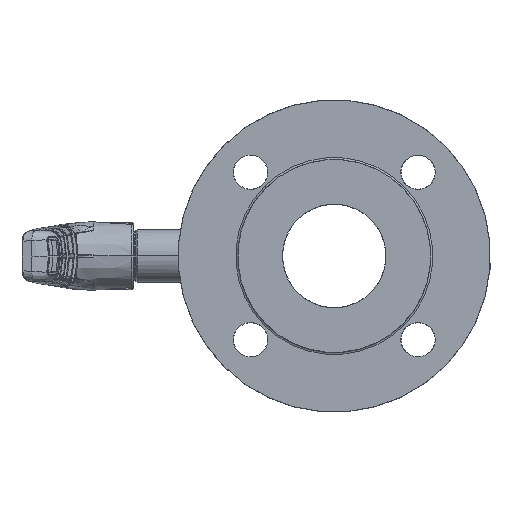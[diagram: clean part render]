
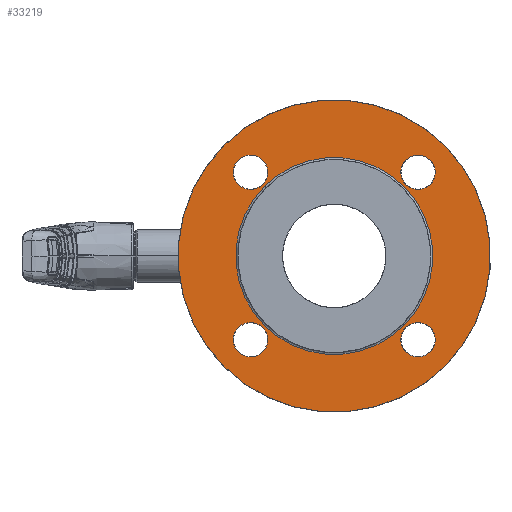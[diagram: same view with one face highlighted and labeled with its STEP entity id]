
A CAD part, left-side view. The second image highlights one B-rep face of the part: STEP entity #33219.
In plain terms, the highlighted planar face has unit normal (-1, 0, 0).
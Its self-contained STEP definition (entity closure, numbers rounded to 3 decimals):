
#1430 = VERTEX_POINT ( 'NONE', #54100 ) ;
#1455 = CIRCLE ( 'NONE', #50393, 9.1 ) ;
#1584 = VERTEX_POINT ( 'NONE', #44809 ) ;
#1707 = EDGE_LOOP ( 'NONE', ( #23050, #30105 ) ) ;
#2477 = AXIS2_PLACEMENT_3D ( 'NONE', #44335, #43572, #52539 ) ;
#4161 = DIRECTION ( 'NONE',  ( -1., 0., 0. ) ) ;
#4675 = VERTEX_POINT ( 'NONE', #17191 ) ;
#5252 = AXIS2_PLACEMENT_3D ( 'NONE', #47295, #55675, #20363 ) ;
#5256 = DIRECTION ( 'NONE',  ( 0., -0.707, -0.707 ) ) ;
#5380 = VERTEX_POINT ( 'NONE', #37692 ) ;
#5636 = CIRCLE ( 'NONE', #12074, 82.4 ) ;
#6536 = DIRECTION ( 'NONE',  ( 1., 0., 0. ) ) ;
#6630 = CIRCLE ( 'NONE', #43483, 9.1 ) ;
#7269 = DIRECTION ( 'NONE',  ( 0., -0.707, -0.707 ) ) ;
#7299 = CIRCLE ( 'NONE', #13894, 9.1 ) ;
#7534 = AXIS2_PLACEMENT_3D ( 'NONE', #50396, #32926, #5256 ) ;
#7809 = EDGE_LOOP ( 'NONE', ( #14611, #40961 ) ) ;
#8271 = CARTESIAN_POINT ( 'NONE',  ( -112., 37.76, 37.76 ) ) ;
#8487 = CIRCLE ( 'NONE', #2477, 9.1 ) ;
#9581 = FACE_BOUND ( 'NONE', #11810, .T. ) ;
#9689 = CIRCLE ( 'NONE', #38042, 9.1 ) ;
#9944 = EDGE_CURVE ( 'NONE', #55515, #43789, #20943, .T. ) ;
#10125 = EDGE_CURVE ( 'NONE', #31435, #32301, #39886, .T. ) ;
#10832 = CARTESIAN_POINT ( 'NONE',  ( -112., -36.77, -36.77 ) ) ;
#10842 = EDGE_CURVE ( 'NONE', #12227, #1430, #1455, .T. ) ;
#10874 = CARTESIAN_POINT ( 'NONE',  ( -112., 50.629, 50.629 ) ) ;
#10923 = CARTESIAN_POINT ( 'NONE',  ( -112., -37.76, -37.76 ) ) ;
#11810 = EDGE_LOOP ( 'NONE', ( #52038, #43787 ) ) ;
#12074 = AXIS2_PLACEMENT_3D ( 'NONE', #39575, #4161, #17163 ) ;
#12227 = VERTEX_POINT ( 'NONE', #35243 ) ;
#12785 = CARTESIAN_POINT ( 'NONE',  ( -112., 44.194, -44.194 ) ) ;
#13059 = DIRECTION ( 'NONE',  ( 1., 0., 0. ) ) ;
#13894 = AXIS2_PLACEMENT_3D ( 'NONE', #33233, #6536, #15388 ) ;
#14517 = EDGE_CURVE ( 'NONE', #50529, #30013, #33851, .T. ) ;
#14611 = ORIENTED_EDGE ( 'NONE', *, *, #51665, .T. ) ;
#15229 = EDGE_CURVE ( 'NONE', #43789, #55515, #44379, .T. ) ;
#15388 = DIRECTION ( 'NONE',  ( 0., -0.707, -0.707 ) ) ;
#16042 = CIRCLE ( 'NONE', #26487, 52. ) ;
#16290 = CARTESIAN_POINT ( 'NONE',  ( -112., 58.336, -58.336 ) ) ;
#16382 = DIRECTION ( 'NONE',  ( 0., -0.707, -0.707 ) ) ;
#16554 = AXIS2_PLACEMENT_3D ( 'NONE', #44625, #49299, #17681 ) ;
#17163 = DIRECTION ( 'NONE',  ( 0., -0.707, -0.707 ) ) ;
#17191 = CARTESIAN_POINT ( 'NONE',  ( -112., 50.629, -37.76 ) ) ;
#17681 = DIRECTION ( 'NONE',  ( 0., -0.707, -0.707 ) ) ;
#19197 = AXIS2_PLACEMENT_3D ( 'NONE', #25817, #34895, #47669 ) ;
#20363 = DIRECTION ( 'NONE',  ( 0., 0.707, 0.707 ) ) ;
#20404 = VERTEX_POINT ( 'NONE', #10923 ) ;
#20943 = CIRCLE ( 'NONE', #7534, 9.1 ) ;
#21628 = CARTESIAN_POINT ( 'NONE',  ( -112., 0., 0. ) ) ;
#22015 = DIRECTION ( 'NONE',  ( 0., 0.707, 0.707 ) ) ;
#23050 = ORIENTED_EDGE ( 'NONE', *, *, #9944, .T. ) ;
#24723 = AXIS2_PLACEMENT_3D ( 'NONE', #16290, #43205, #7269 ) ;
#24902 = PLANE ( 'NONE',  #24723 ) ;
#25392 = ORIENTED_EDGE ( 'NONE', *, *, #41459, .T. ) ;
#25817 = CARTESIAN_POINT ( 'NONE',  ( -112., 44.194, 44.194 ) ) ;
#26313 = AXIS2_PLACEMENT_3D ( 'NONE', #12785, #44227, #48717 ) ;
#26487 = AXIS2_PLACEMENT_3D ( 'NONE', #21628, #48921, #22015 ) ;
#26830 = CARTESIAN_POINT ( 'NONE',  ( -112., -58.266, -58.266 ) ) ;
#29419 = ORIENTED_EDGE ( 'NONE', *, *, #14517, .T. ) ;
#30013 = VERTEX_POINT ( 'NONE', #31256 ) ;
#30105 = ORIENTED_EDGE ( 'NONE', *, *, #15229, .T. ) ;
#30491 = ORIENTED_EDGE ( 'NONE', *, *, #32116, .F. ) ;
#31256 = CARTESIAN_POINT ( 'NONE',  ( -112., 58.266, 58.266 ) ) ;
#31435 = VERTEX_POINT ( 'NONE', #49766 ) ;
#32116 = EDGE_CURVE ( 'NONE', #32301, #31435, #16042, .T. ) ;
#32301 = VERTEX_POINT ( 'NONE', #10832 ) ;
#32712 = FACE_BOUND ( 'NONE', #48445, .T. ) ;
#32926 = DIRECTION ( 'NONE',  ( 1., 0., 0. ) ) ;
#33219 = ADVANCED_FACE ( 'NONE', ( #45441, #44714, #32712, #33453, #9581, #42616 ), #24902, .F. ) ;
#33233 = CARTESIAN_POINT ( 'NONE',  ( -112., 44.194, -44.194 ) ) ;
#33453 = FACE_BOUND ( 'NONE', #7809, .T. ) ;
#33727 = EDGE_LOOP ( 'NONE', ( #58020, #30491 ) ) ;
#33851 = CIRCLE ( 'NONE', #16554, 82.4 ) ;
#34351 = CIRCLE ( 'NONE', #26313, 9.1 ) ;
#34895 = DIRECTION ( 'NONE',  ( 1., 0., 0. ) ) ;
#35007 = EDGE_CURVE ( 'NONE', #4675, #5380, #7299, .T. ) ;
#35243 = CARTESIAN_POINT ( 'NONE',  ( -112., -50.629, 37.76 ) ) ;
#37692 = CARTESIAN_POINT ( 'NONE',  ( -112., 37.76, -50.629 ) ) ;
#38042 = AXIS2_PLACEMENT_3D ( 'NONE', #56980, #42908, #16382 ) ;
#39575 = CARTESIAN_POINT ( 'NONE',  ( -112., 0., 0. ) ) ;
#39886 = CIRCLE ( 'NONE', #5252, 52. ) ;
#39980 = CARTESIAN_POINT ( 'NONE',  ( -112., -44.194, 44.194 ) ) ;
#40961 = ORIENTED_EDGE ( 'NONE', *, *, #44146, .T. ) ;
#41459 = EDGE_CURVE ( 'NONE', #1430, #12227, #6630, .T. ) ;
#42616 = FACE_BOUND ( 'NONE', #33727, .T. ) ;
#42908 = DIRECTION ( 'NONE',  ( 1., 0., 0. ) ) ;
#43205 = DIRECTION ( 'NONE',  ( 1., 0., 0. ) ) ;
#43390 = ORIENTED_EDGE ( 'NONE', *, *, #10842, .T. ) ;
#43483 = AXIS2_PLACEMENT_3D ( 'NONE', #39980, #13059, #44499 ) ;
#43572 = DIRECTION ( 'NONE',  ( 1., 0., 0. ) ) ;
#43787 = ORIENTED_EDGE ( 'NONE', *, *, #51063, .T. ) ;
#43789 = VERTEX_POINT ( 'NONE', #8271 ) ;
#44146 = EDGE_CURVE ( 'NONE', #1584, #20404, #8487, .T. ) ;
#44227 = DIRECTION ( 'NONE',  ( 1., 0., 0. ) ) ;
#44335 = CARTESIAN_POINT ( 'NONE',  ( -112., -44.194, -44.194 ) ) ;
#44379 = CIRCLE ( 'NONE', #19197, 9.1 ) ;
#44499 = DIRECTION ( 'NONE',  ( 0., -0.707, -0.707 ) ) ;
#44625 = CARTESIAN_POINT ( 'NONE',  ( -112., 0., 0. ) ) ;
#44714 = FACE_BOUND ( 'NONE', #1707, .T. ) ;
#44809 = CARTESIAN_POINT ( 'NONE',  ( -112., -50.629, -50.629 ) ) ;
#45441 = FACE_OUTER_BOUND ( 'NONE', #55656, .T. ) ;
#46125 = CARTESIAN_POINT ( 'NONE',  ( -112., -44.194, 44.194 ) ) ;
#46704 = DIRECTION ( 'NONE',  ( 1., 0., 0. ) ) ;
#47197 = ORIENTED_EDGE ( 'NONE', *, *, #57232, .T. ) ;
#47295 = CARTESIAN_POINT ( 'NONE',  ( -112., 0., 0. ) ) ;
#47669 = DIRECTION ( 'NONE',  ( 0., -0.707, -0.707 ) ) ;
#48445 = EDGE_LOOP ( 'NONE', ( #25392, #43390 ) ) ;
#48717 = DIRECTION ( 'NONE',  ( 0., -0.707, -0.707 ) ) ;
#48921 = DIRECTION ( 'NONE',  ( -1., 0., 0. ) ) ;
#49299 = DIRECTION ( 'NONE',  ( -1., 0., 0. ) ) ;
#49766 = CARTESIAN_POINT ( 'NONE',  ( -112., 36.77, 36.77 ) ) ;
#50393 = AXIS2_PLACEMENT_3D ( 'NONE', #46125, #46704, #55087 ) ;
#50396 = CARTESIAN_POINT ( 'NONE',  ( -112., 44.194, 44.194 ) ) ;
#50529 = VERTEX_POINT ( 'NONE', #26830 ) ;
#51063 = EDGE_CURVE ( 'NONE', #5380, #4675, #34351, .T. ) ;
#51665 = EDGE_CURVE ( 'NONE', #20404, #1584, #9689, .T. ) ;
#52038 = ORIENTED_EDGE ( 'NONE', *, *, #35007, .T. ) ;
#52539 = DIRECTION ( 'NONE',  ( 0., -0.707, -0.707 ) ) ;
#54100 = CARTESIAN_POINT ( 'NONE',  ( -112., -37.76, 50.629 ) ) ;
#55087 = DIRECTION ( 'NONE',  ( 0., -0.707, -0.707 ) ) ;
#55515 = VERTEX_POINT ( 'NONE', #10874 ) ;
#55656 = EDGE_LOOP ( 'NONE', ( #29419, #47197 ) ) ;
#55675 = DIRECTION ( 'NONE',  ( -1., 0., 0. ) ) ;
#56980 = CARTESIAN_POINT ( 'NONE',  ( -112., -44.194, -44.194 ) ) ;
#57232 = EDGE_CURVE ( 'NONE', #30013, #50529, #5636, .T. ) ;
#58020 = ORIENTED_EDGE ( 'NONE', *, *, #10125, .F. ) ;
